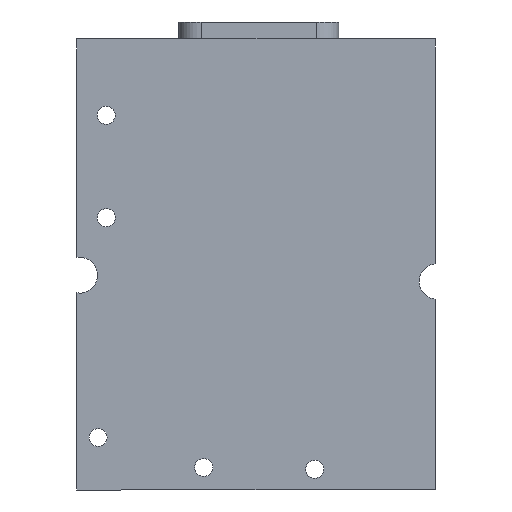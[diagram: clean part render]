
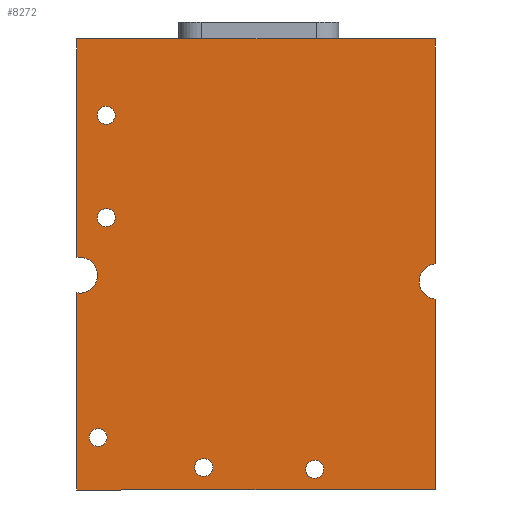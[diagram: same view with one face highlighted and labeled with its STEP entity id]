
A CAD part, front view. The second image highlights one B-rep face of the part: STEP entity #8272.
In plain terms, the highlighted planar face has unit normal (0, -1, 0).
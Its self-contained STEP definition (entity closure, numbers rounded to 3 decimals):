
#178=FACE_BOUND('',#1449,.T.);
#179=FACE_BOUND('',#1450,.T.);
#180=FACE_BOUND('',#1451,.T.);
#181=FACE_BOUND('',#1452,.T.);
#182=FACE_BOUND('',#1453,.T.);
#390=CIRCLE('',#9266,0.5);
#392=CIRCLE('',#9269,0.5);
#394=CIRCLE('',#9272,0.5);
#396=CIRCLE('',#9275,0.5);
#398=CIRCLE('',#9278,0.5);
#399=CIRCLE('',#9280,1.);
#402=CIRCLE('',#9286,1.);
#969=FACE_OUTER_BOUND('',#1448,.T.);
#1448=EDGE_LOOP('',(#7131,#7132,#7133,#7134,#7135,#7136,#7137,#7138));
#1449=EDGE_LOOP('',(#7139));
#1450=EDGE_LOOP('',(#7140));
#1451=EDGE_LOOP('',(#7141));
#1452=EDGE_LOOP('',(#7142));
#1453=EDGE_LOOP('',(#7143));
#2312=LINE('',#14135,#3210);
#2316=LINE('',#14145,#3214);
#2317=LINE('',#14147,#3215);
#2318=LINE('',#14148,#3216);
#2319=LINE('',#14150,#3217);
#2320=LINE('',#14151,#3218);
#3210=VECTOR('',#11472,10.);
#3214=VECTOR('',#11482,10.);
#3215=VECTOR('',#11483,10.);
#3216=VECTOR('',#11484,10.);
#3217=VECTOR('',#11485,10.);
#3218=VECTOR('',#11486,10.);
#3917=VERTEX_POINT('',#13995);
#3919=VERTEX_POINT('',#14001);
#3921=VERTEX_POINT('',#14007);
#3923=VERTEX_POINT('',#14013);
#3925=VERTEX_POINT('',#14019);
#3926=VERTEX_POINT('',#14023);
#3928=VERTEX_POINT('',#14026);
#3980=VERTEX_POINT('',#14134);
#3981=VERTEX_POINT('',#14138);
#3982=VERTEX_POINT('',#14140);
#3983=VERTEX_POINT('',#14144);
#3984=VERTEX_POINT('',#14146);
#3985=VERTEX_POINT('',#14149);
#4979=EDGE_CURVE('',#3917,#3917,#390,.T.);
#4982=EDGE_CURVE('',#3919,#3919,#392,.T.);
#4985=EDGE_CURVE('',#3921,#3921,#394,.T.);
#4988=EDGE_CURVE('',#3923,#3923,#396,.T.);
#4991=EDGE_CURVE('',#3925,#3925,#398,.T.);
#4993=EDGE_CURVE('',#3928,#3926,#399,.T.);
#5047=EDGE_CURVE('',#3980,#3928,#2312,.T.);
#5051=EDGE_CURVE('',#3981,#3982,#402,.T.);
#5052=EDGE_CURVE('',#3926,#3983,#2316,.T.);
#5053=EDGE_CURVE('',#3983,#3984,#2317,.T.);
#5054=EDGE_CURVE('',#3984,#3981,#2318,.T.);
#5055=EDGE_CURVE('',#3982,#3985,#2319,.T.);
#5056=EDGE_CURVE('',#3985,#3980,#2320,.T.);
#7131=ORIENTED_EDGE('',*,*,#4993,.T.);
#7132=ORIENTED_EDGE('',*,*,#5052,.T.);
#7133=ORIENTED_EDGE('',*,*,#5053,.T.);
#7134=ORIENTED_EDGE('',*,*,#5054,.T.);
#7135=ORIENTED_EDGE('',*,*,#5051,.T.);
#7136=ORIENTED_EDGE('',*,*,#5055,.T.);
#7137=ORIENTED_EDGE('',*,*,#5056,.T.);
#7138=ORIENTED_EDGE('',*,*,#5047,.T.);
#7139=ORIENTED_EDGE('',*,*,#4979,.T.);
#7140=ORIENTED_EDGE('',*,*,#4982,.T.);
#7141=ORIENTED_EDGE('',*,*,#4985,.T.);
#7142=ORIENTED_EDGE('',*,*,#4988,.T.);
#7143=ORIENTED_EDGE('',*,*,#4991,.T.);
#7653=PLANE('',#9287);
#8272=ADVANCED_FACE('',(#969,#178,#179,#180,#181,#182),#7653,.T.);
#9266=AXIS2_PLACEMENT_3D('',#13997,#11378,#11379);
#9269=AXIS2_PLACEMENT_3D('',#14003,#11385,#11386);
#9272=AXIS2_PLACEMENT_3D('',#14009,#11392,#11393);
#9275=AXIS2_PLACEMENT_3D('',#14015,#11399,#11400);
#9278=AXIS2_PLACEMENT_3D('',#14021,#11406,#11407);
#9280=AXIS2_PLACEMENT_3D('',#14027,#11411,#11412);
#9286=AXIS2_PLACEMENT_3D('',#14142,#11478,#11479);
#9287=AXIS2_PLACEMENT_3D('',#14143,#11480,#11481);
#11378=DIRECTION('center_axis',(0.,1.,0.));
#11379=DIRECTION('ref_axis',(0.,0.,
1.));
#11385=DIRECTION('center_axis',(0.,1.,0.));
#11386=DIRECTION('ref_axis',(0.,0.,
1.));
#11392=DIRECTION('center_axis',(0.,1.,0.));
#11393=DIRECTION('ref_axis',(0.,0.,
1.));
#11399=DIRECTION('center_axis',(0.,1.,0.));
#11400=DIRECTION('ref_axis',(0.,0.,
1.));
#11406=DIRECTION('center_axis',(0.,1.,0.));
#11407=DIRECTION('ref_axis',(0.,0.,
1.));
#11411=DIRECTION('center_axis',(0.,1.,0.));
#11412=DIRECTION('ref_axis',(0.,0.,
1.));
#11472=DIRECTION('',(0.,0.,-1.));
#11478=DIRECTION('center_axis',(0.,1.,0.));
#11479=DIRECTION('ref_axis',(0.,0.,
1.));
#11480=DIRECTION('center_axis',(0.,-1.,0.));
#11481=DIRECTION('ref_axis',(0.,0.,
-1.));
#11482=DIRECTION('',(0.,0.,-1.));
#11483=DIRECTION('',(1.,0.,0.));
#11484=DIRECTION('',(0.,0.,1.));
#11485=DIRECTION('',(0.,0.,1.));
#11486=DIRECTION('',(-1.,0.,0.));
#13995=CARTESIAN_POINT('',(16.214,-1.6,-32.867));
#13997=CARTESIAN_POINT('Origin',(16.214,-1.6,-32.367));
#14001=CARTESIAN_POINT('',(22.113,-1.6,-34.542));
#14003=CARTESIAN_POINT('Origin',(22.113,-1.6,-34.042));
#14007=CARTESIAN_POINT('',(28.312,-1.6,-34.642));
#14009=CARTESIAN_POINT('Origin',(28.312,-1.6,-34.142));
#14013=CARTESIAN_POINT('',(16.664,-1.6,-14.869));
#14015=CARTESIAN_POINT('Origin',(16.664,-1.6,-14.369));
#14019=CARTESIAN_POINT('',(16.672,-1.6,-20.587));
#14021=CARTESIAN_POINT('Origin',(16.672,-1.6,-20.087));
#14023=CARTESIAN_POINT('',(15.032,-1.6,-24.291));
#14026=CARTESIAN_POINT('',(15.032,-1.6,-22.314));
#14027=CARTESIAN_POINT('Origin',(15.182,-1.6,-23.303));
#14134=CARTESIAN_POINT('',(15.032,-1.6,-10.105));
#14135=CARTESIAN_POINT('',(15.032,-1.6,-10.105));
#14138=CARTESIAN_POINT('',(35.032,-1.6,-24.645));
#14140=CARTESIAN_POINT('',(35.032,-1.6,-22.661));
#14142=CARTESIAN_POINT('Origin',(35.157,-1.6,-23.653));
#14143=CARTESIAN_POINT('Origin',(25.032,-1.6,-22.703));
#14144=CARTESIAN_POINT('',(15.032,-1.6,-35.3));
#14145=CARTESIAN_POINT('',(15.032,-1.6,-10.105));
#14146=CARTESIAN_POINT('',(35.032,-1.6,-35.3));
#14147=CARTESIAN_POINT('',(15.032,-1.6,-35.3));
#14148=CARTESIAN_POINT('',(35.032,-1.6,-35.3));
#14149=CARTESIAN_POINT('',(35.032,-1.6,-10.105));
#14150=CARTESIAN_POINT('',(35.032,-1.6,-35.3));
#14151=CARTESIAN_POINT('',(35.032,-1.6,-10.105));
